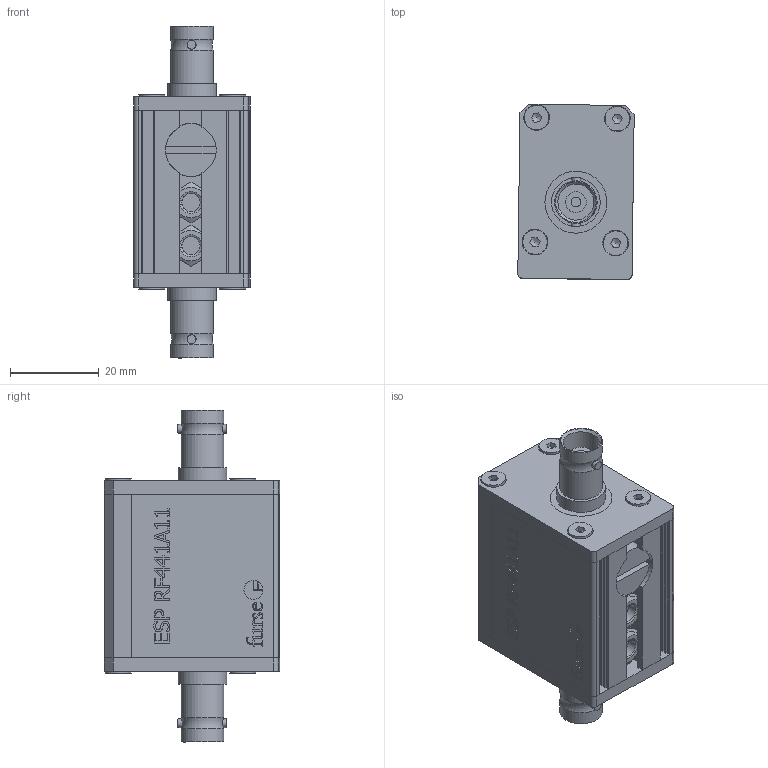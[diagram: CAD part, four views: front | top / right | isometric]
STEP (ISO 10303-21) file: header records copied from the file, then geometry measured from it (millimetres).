
FILE_DESCRIPTION(/* description */ ('ESP RF 441A11 - Combined category D, C, B protector suitable for RF systems using coaxial cables at frequencies between DC and 2.7GHz.'),/* implementation_level */ '2;1');
FILE_NAME(/* name */ 'ESP RF441A11.stp',/* time_stamp */ '2014-02-14T11:55:33+00:00',/* author */ ('N. Brown'),/* organization */ ('W.J.Furse'),/* preprocessor_version */ 'ST-DEVELOPER v15.2',/* originating_system */ 'Autodesk Inventor 2014',/* authorisation */ '');
FILE_SCHEMA (('AUTOMOTIVE_DESIGN { 1 0 10303 214 3 1 1 }'));
Length unit declared in the file: centimetre
Products named in the file (1): ESP RF441A11
Bounding box: 26.28 x 39.6 x 75 mm (x, y, z)
Volume: 25407.2 mm3; surface area: 18898 mm2
Topology: 1 solids, 4 shells, 665 faces, 1819 edges, 1200 vertices
Faces by surface type: plane 463, bspline 81, cylinder 67, cone 52, torus 2
Full cylindrical faces by diameter (mm): 0.96 x2, 2 x4, 3 x8, 3.1 x8, 3.15 x2, 4.134 x2, 4.7 x2, 5.54 x8, 7.76 x1, 8.15 x2, 9.6 x4, 11 x2, 11.459 x1
Entity records: 21224 total; most frequent: CARTESIAN_POINT 4936, ORIENTED_EDGE 3336, DIRECTION 2803, EDGE_CURVE 1668, LINE 1227, VECTOR 1227, VERTEX_POINT 1141, EDGE_LOOP 827
